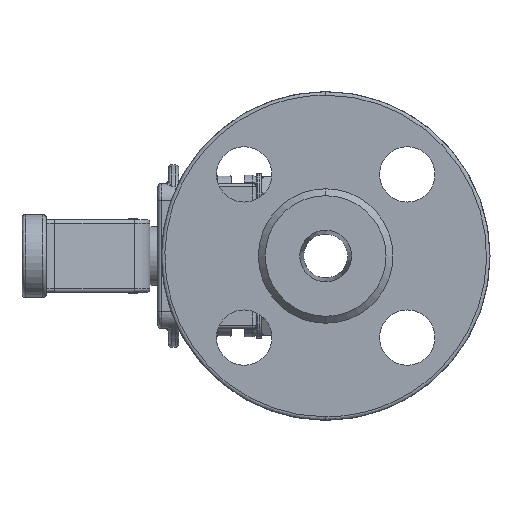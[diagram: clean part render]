
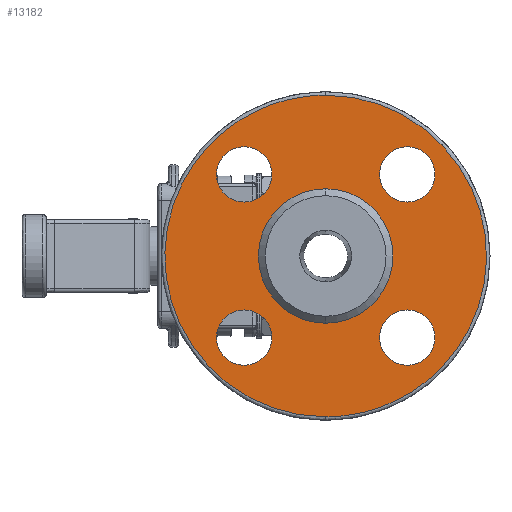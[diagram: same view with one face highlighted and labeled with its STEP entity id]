
A CAD part, left-side view. The second image highlights one B-rep face of the part: STEP entity #13182.
In plain terms, the highlighted face is planar.
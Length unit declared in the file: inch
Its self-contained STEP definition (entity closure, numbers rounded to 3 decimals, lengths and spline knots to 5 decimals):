
#1437 = VERTEX_POINT ( 'NONE', #41095 ) ;
#1635 = VERTEX_POINT ( 'NONE', #54395 ) ;
#2099 = AXIS2_PLACEMENT_3D ( 'NONE', #41714, #64972, #64236 ) ;
#2220 = EDGE_LOOP ( 'NONE', ( #24046, #59519 ) ) ;
#2864 = FACE_BOUND ( 'NONE', #42132, .T. ) ;
#3552 = CIRCLE ( 'NONE', #15754, 0.31496 ) ;
#5361 = CIRCLE ( 'NONE', #12653, 0.76575 ) ;
#5470 = DIRECTION ( 'NONE',  ( 1., 0., 0. ) ) ;
#5547 =( BOUNDED_CURVE ( )  B_SPLINE_CURVE ( 3, ( #31026, #24179, #69934, #36749 ),
 .UNSPECIFIED., .F., .F. ) 
 B_SPLINE_CURVE_WITH_KNOTS ( ( 4, 4 ),
 ( 0., 1. ),
 .UNSPECIFIED. ) 
 CURVE ( )  GEOMETRIC_REPRESENTATION_ITEM ( )  RATIONAL_B_SPLINE_CURVE ( ( 1., 0.333, 0.333, 1. ) ) 
 REPRESENTATION_ITEM ( '' )  );
#6430 = DIRECTION ( 'NONE',  ( 1., 0., 0. ) ) ;
#6615 = AXIS2_PLACEMENT_3D ( 'NONE', #16180, #5470, #16917 ) ;
#7494 = ORIENTED_EDGE ( 'NONE', *, *, #61381, .F. ) ;
#7744 = DIRECTION ( 'NONE',  ( 1., 0., 0. ) ) ;
#8120 = DIRECTION ( 'NONE',  ( 0., 0., -1. ) ) ;
#8260 = DIRECTION ( 'NONE',  ( 1., 0., 0. ) ) ;
#8826 = DIRECTION ( 'NONE',  ( 1., 0., 0. ) ) ;
#9210 = CARTESIAN_POINT ( 'NONE',  ( 3.26772, -0.92843, -0.92843 ) ) ;
#9475 = EDGE_CURVE ( 'NONE', #16757, #31535, #14490, .T. ) ;
#12065 = CARTESIAN_POINT ( 'NONE',  ( 3.26772, 0., 0. ) ) ;
#12653 = AXIS2_PLACEMENT_3D ( 'NONE', #12065, #35304, #39900 ) ;
#13182 = ADVANCED_FACE ( 'NONE', ( #25726, #2864, #54692, #42509, #54312, #66529 ), #49370, .F. ) ;
#13389 = DIRECTION ( 'NONE',  ( 0., 0., -1. ) ) ;
#13448 = VERTEX_POINT ( 'NONE', #33705 ) ;
#13566 = AXIS2_PLACEMENT_3D ( 'NONE', #39933, #73874, #44908 ) ;
#14490 = CIRCLE ( 'NONE', #31492, 0.31496 ) ;
#15402 = EDGE_CURVE ( 'NONE', #31535, #16757, #33767, .T. ) ;
#15754 = AXIS2_PLACEMENT_3D ( 'NONE', #9210, #8826, #16056 ) ;
#16056 = DIRECTION ( 'NONE',  ( 0., 0., -1. ) ) ;
#16180 = CARTESIAN_POINT ( 'NONE',  ( 3.26772, 0.92843, -0.92843 ) ) ;
#16733 = CARTESIAN_POINT ( 'NONE',  ( 3.26772, 3.66142, -1.83071 ) ) ;
#16757 = VERTEX_POINT ( 'NONE', #43082 ) ;
#16917 = DIRECTION ( 'NONE',  ( 0., 0., -1. ) ) ;
#18737 = DIRECTION ( 'NONE',  ( 1., 0., 0. ) ) ;
#20077 = DIRECTION ( 'NONE',  ( 0., 0., -1. ) ) ;
#20407 = EDGE_CURVE ( 'NONE', #34962, #39336, #53211, .T. ) ;
#21045 = CARTESIAN_POINT ( 'NONE',  ( 3.26772, 0., -1.83071 ) ) ;
#22374 = CARTESIAN_POINT ( 'NONE',  ( 3.26772, 0.92843, -0.92843 ) ) ;
#22800 = CARTESIAN_POINT ( 'NONE',  ( 3.26772, 0., -1.83071 ) ) ;
#24028 = EDGE_CURVE ( 'NONE', #13448, #56583, #3552, .T. ) ;
#24046 = ORIENTED_EDGE ( 'NONE', *, *, #39655, .F. ) ;
#24179 = CARTESIAN_POINT ( 'NONE',  ( 3.26772, -3.66142, -1.83071 ) ) ;
#24753 = ORIENTED_EDGE ( 'NONE', *, *, #49405, .F. ) ;
#25289 = CIRCLE ( 'NONE', #31386, 0.31496 ) ;
#25726 = FACE_BOUND ( 'NONE', #60985, .T. ) ;
#25870 = AXIS2_PLACEMENT_3D ( 'NONE', #70925, #18737, #13389 ) ;
#26491 = CARTESIAN_POINT ( 'NONE',  ( 3.26772, 0., 0. ) ) ;
#27000 = DIRECTION ( 'NONE',  ( 0., 0., -1. ) ) ;
#28932 = DIRECTION ( 'NONE',  ( 0., 0., -1. ) ) ;
#29348 = CARTESIAN_POINT ( 'NONE',  ( 3.26772, -0.92843, -1.24339 ) ) ;
#29681 = CARTESIAN_POINT ( 'NONE',  ( 3.26772, 0.92843, 0.92843 ) ) ;
#29738 = CIRCLE ( 'NONE', #6615, 0.31496 ) ;
#29905 = ORIENTED_EDGE ( 'NONE', *, *, #15402, .F. ) ;
#31026 = CARTESIAN_POINT ( 'NONE',  ( 3.26772, 0., -1.83071 ) ) ;
#31386 = AXIS2_PLACEMENT_3D ( 'NONE', #31742, #7744, #8120 ) ;
#31483 = EDGE_LOOP ( 'NONE', ( #65103, #55939 ) ) ;
#31492 = AXIS2_PLACEMENT_3D ( 'NONE', #29681, #6430, #28932 ) ;
#31535 = VERTEX_POINT ( 'NONE', #34549 ) ;
#31676 =( BOUNDED_CURVE ( )  B_SPLINE_CURVE ( 3, ( #52156, #53271, #16733, #22800 ),
 .UNSPECIFIED., .F., .F. ) 
 B_SPLINE_CURVE_WITH_KNOTS ( ( 4, 4 ),
 ( 0., 1. ),
 .UNSPECIFIED. ) 
 CURVE ( )  GEOMETRIC_REPRESENTATION_ITEM ( )  RATIONAL_B_SPLINE_CURVE ( ( 1., 0.333, 0.333, 1. ) ) 
 REPRESENTATION_ITEM ( '' )  );
#31742 = CARTESIAN_POINT ( 'NONE',  ( 3.26772, -0.92843, -0.92843 ) ) ;
#31879 = CARTESIAN_POINT ( 'NONE',  ( 3.26772, -0.92843, 0.92843 ) ) ;
#32854 = EDGE_CURVE ( 'NONE', #58271, #39949, #31676, .T. ) ;
#33564 = VERTEX_POINT ( 'NONE', #63001 ) ;
#33705 = CARTESIAN_POINT ( 'NONE',  ( 3.26772, -0.92843, -0.61347 ) ) ;
#33767 = CIRCLE ( 'NONE', #2099, 0.31496 ) ;
#34549 = CARTESIAN_POINT ( 'NONE',  ( 3.26772, 0.92843, 1.24339 ) ) ;
#34666 = EDGE_CURVE ( 'NONE', #41832, #1635, #41474, .T. ) ;
#34962 = VERTEX_POINT ( 'NONE', #59321 ) ;
#35304 = DIRECTION ( 'NONE',  ( 1., 0., 0. ) ) ;
#36146 = EDGE_CURVE ( 'NONE', #1437, #33564, #46421, .T. ) ;
#36749 = CARTESIAN_POINT ( 'NONE',  ( 3.26772, 0., 1.83071 ) ) ;
#38901 = EDGE_CURVE ( 'NONE', #39949, #58271, #5547, .T. ) ;
#39336 = VERTEX_POINT ( 'NONE', #70417 ) ;
#39655 = EDGE_CURVE ( 'NONE', #1635, #41832, #29738, .T. ) ;
#39900 = DIRECTION ( 'NONE',  ( 0., 0., 1. ) ) ;
#39933 = CARTESIAN_POINT ( 'NONE',  ( 3.26772, 0., 0. ) ) ;
#39949 = VERTEX_POINT ( 'NONE', #21045 ) ;
#40287 = AXIS2_PLACEMENT_3D ( 'NONE', #22374, #62818, #27000 ) ;
#41095 = CARTESIAN_POINT ( 'NONE',  ( 3.26772, 0., 0.76575 ) ) ;
#41474 = CIRCLE ( 'NONE', #40287, 0.31496 ) ;
#41714 = CARTESIAN_POINT ( 'NONE',  ( 3.26772, 0.92843, 0.92843 ) ) ;
#41832 = VERTEX_POINT ( 'NONE', #59095 ) ;
#42132 = EDGE_LOOP ( 'NONE', ( #7494, #45476 ) ) ;
#42509 = FACE_BOUND ( 'NONE', #54477, .T. ) ;
#42596 = ORIENTED_EDGE ( 'NONE', *, *, #20407, .F. ) ;
#43082 = CARTESIAN_POINT ( 'NONE',  ( 3.26772, 0.92843, 0.61347 ) ) ;
#44908 = DIRECTION ( 'NONE',  ( 0., 0., 1. ) ) ;
#45476 = ORIENTED_EDGE ( 'NONE', *, *, #24028, .F. ) ;
#46421 = CIRCLE ( 'NONE', #13566, 0.76575 ) ;
#48987 = DIRECTION ( 'NONE',  ( -1., 0., 0. ) ) ;
#49370 = PLANE ( 'NONE',  #58208 ) ;
#49405 = EDGE_CURVE ( 'NONE', #39336, #34962, #62430, .T. ) ;
#50771 = AXIS2_PLACEMENT_3D ( 'NONE', #31879, #8260, #20077 ) ;
#52156 = CARTESIAN_POINT ( 'NONE',  ( 3.26772, 0., 1.83071 ) ) ;
#52220 = EDGE_CURVE ( 'NONE', #33564, #1437, #5361, .T. ) ;
#53211 = CIRCLE ( 'NONE', #50771, 0.31496 ) ;
#53271 = CARTESIAN_POINT ( 'NONE',  ( 3.26772, 3.66142, 1.83071 ) ) ;
#53440 = ORIENTED_EDGE ( 'NONE', *, *, #36146, .F. ) ;
#54312 = FACE_BOUND ( 'NONE', #2220, .T. ) ;
#54395 = CARTESIAN_POINT ( 'NONE',  ( 3.26772, 0.92843, -1.24339 ) ) ;
#54477 = EDGE_LOOP ( 'NONE', ( #60664, #29905 ) ) ;
#54692 = FACE_BOUND ( 'NONE', #58775, .T. ) ;
#55939 = ORIENTED_EDGE ( 'NONE', *, *, #38901, .F. ) ;
#56583 = VERTEX_POINT ( 'NONE', #29348 ) ;
#57619 = CARTESIAN_POINT ( 'NONE',  ( 3.26772, 0., 1.83071 ) ) ;
#58208 = AXIS2_PLACEMENT_3D ( 'NONE', #26491, #48987, #65772 ) ;
#58271 = VERTEX_POINT ( 'NONE', #57619 ) ;
#58775 = EDGE_LOOP ( 'NONE', ( #42596, #24753 ) ) ;
#59095 = CARTESIAN_POINT ( 'NONE',  ( 3.26772, 0.92843, -0.61347 ) ) ;
#59321 = CARTESIAN_POINT ( 'NONE',  ( 3.26772, -0.92843, 0.61347 ) ) ;
#59519 = ORIENTED_EDGE ( 'NONE', *, *, #34666, .F. ) ;
#60664 = ORIENTED_EDGE ( 'NONE', *, *, #9475, .F. ) ;
#60985 = EDGE_LOOP ( 'NONE', ( #53440, #66765 ) ) ;
#61381 = EDGE_CURVE ( 'NONE', #56583, #13448, #25289, .T. ) ;
#62430 = CIRCLE ( 'NONE', #25870, 0.31496 ) ;
#62818 = DIRECTION ( 'NONE',  ( 1., 0., 0. ) ) ;
#63001 = CARTESIAN_POINT ( 'NONE',  ( 3.26772, 0., -0.76575 ) ) ;
#64236 = DIRECTION ( 'NONE',  ( 0., 0., -1. ) ) ;
#64972 = DIRECTION ( 'NONE',  ( 1., 0., 0. ) ) ;
#65103 = ORIENTED_EDGE ( 'NONE', *, *, #32854, .F. ) ;
#65772 = DIRECTION ( 'NONE',  ( 0., 0., 1. ) ) ;
#66529 = FACE_OUTER_BOUND ( 'NONE', #31483, .T. ) ;
#66765 = ORIENTED_EDGE ( 'NONE', *, *, #52220, .F. ) ;
#69934 = CARTESIAN_POINT ( 'NONE',  ( 3.26772, -3.66142, 1.83071 ) ) ;
#70417 = CARTESIAN_POINT ( 'NONE',  ( 3.26772, -0.92843, 1.24339 ) ) ;
#70925 = CARTESIAN_POINT ( 'NONE',  ( 3.26772, -0.92843, 0.92843 ) ) ;
#73874 = DIRECTION ( 'NONE',  ( 1., 0., 0. ) ) ;
